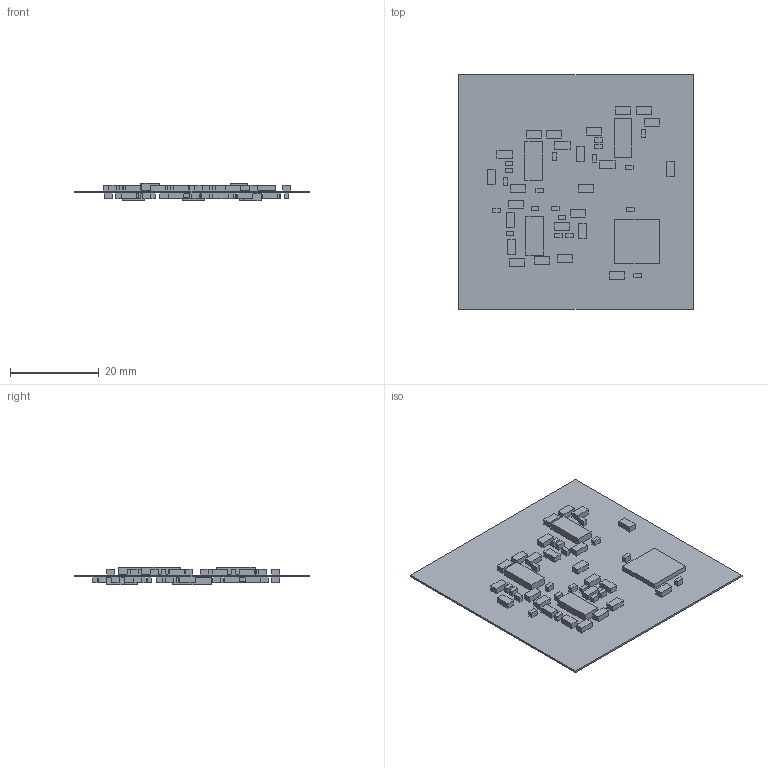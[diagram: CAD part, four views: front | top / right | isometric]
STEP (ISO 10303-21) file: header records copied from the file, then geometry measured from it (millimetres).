
FILE_DESCRIPTION(('Open CASCADE Model'),'2;1');
FILE_NAME('Open CASCADE Shape Model','2016-10-24T22:45:01',('Author'),( 'Open CASCADE'),'Open CASCADE STEP processor 6.8','Open CASCADE 6.8' ,'Unknown');
FILE_SCHEMA(('AUTOMOTIVE_DESIGN { 1 0 10303 214 1 1 1 1 }'));
Length unit declared in the file: millimetre
Products named in the file (114): PCB; Board; C19; 675363800; Extruded; C1_Filtering1; C1_Filtering2; C2_Filtering1; C2_Filtering2; C3_Filtering1; 675363936; C3_Filtering2; C4_Filtering1; C4_Filtering2; C5_Filtering1; C5_Filtering2; C6_Filtering1; C6_Filtering2; C7_Filtering1; C7_Filtering2; C8_Filtering1; C8_Filtering2; C9_Filtering1; C9_Filtering2; C10_Filtering1; C10_Filtering2; C11_Filtering1; C11_Filtering2; C12_Filtering1; C12_Filtering2; C13; C14; C15; C16_Input1; C16_Input2; C17_Input1; C17_Input2; C18; R1_Filtering1; 675363256 ...
Assembly tree (201 placements, depth 4):
  PCB
    Board
    C19
      675363800
        Extruded
    C1_Filtering1
      675363800
        Extruded
    C1_Filtering2
      675363800
        Extruded
    C2_Filtering1
      675363800
        Extruded
    C2_Filtering2
      675363800
        Extruded
    C3_Filtering1
      675363936
        Extruded
    C3_Filtering2
      675363936
        Extruded
    C4_Filtering1
      675363800
        Extruded
    C4_Filtering2
      675363800
        Extruded
    C5_Filtering1
      675363936
        Extruded
    C5_Filtering2
      675363936
        Extruded
    C6_Filtering1
      675363800
        Extruded
    C6_Filtering2
      675363800
        Extruded
    C7_Filtering1
      675363800
        Extruded
    C7_Filtering2
      675363800
        Extruded
    C8_Filtering1
      675363800
        Extruded
    C8_Filtering2
      675363800
        Extruded
    C9_Filtering1
      675363800
        Extruded
    C9_Filtering2
      675363800
        Extruded
    C10_Filtering1
Bounding box: 52.83 x 52.83 x 3.9 mm (x, y, z)
Volume: 2095.1 mm3; surface area: 8313.1 mm2
Topology: 97 solids, 97 shells, 582 faces, 1164 edges, 776 vertices
Faces by surface type: plane 582
Entity records: 5600 total; most frequent: DIRECTION 836, CARTESIAN_POINT 652, LINE 324, VECTOR 324, PRODUCT_DEFINITION_SHAPE 315, AXIS2_PLACEMENT_3D 256, ORIENTED_EDGE 216, PCURVE 216
